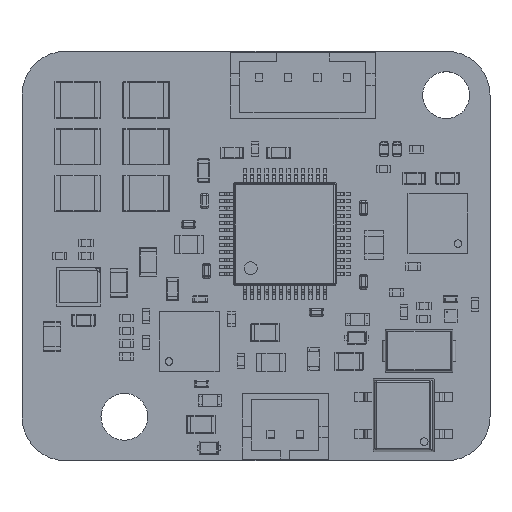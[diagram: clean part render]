
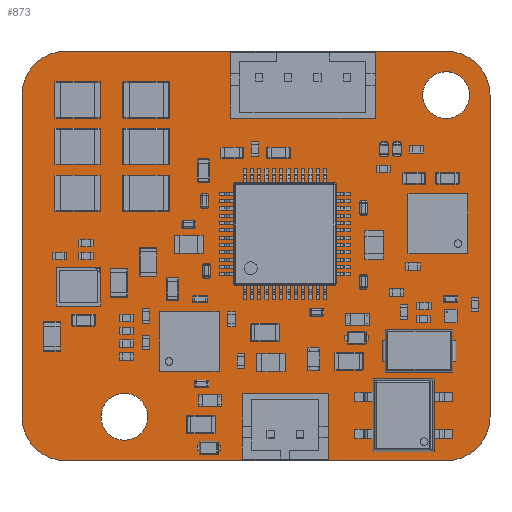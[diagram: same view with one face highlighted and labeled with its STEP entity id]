
A CAD part, top view. The second image highlights one B-rep face of the part: STEP entity #873.
In plain terms, the highlighted planar face has unit normal (0, 0, 1).
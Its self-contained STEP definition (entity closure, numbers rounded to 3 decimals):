
#320 = VERTEX_POINT('',#321);
#321 = CARTESIAN_POINT('',(0.,3.,1.566));
#327 = EDGE_CURVE('',#320,#328,#330,.T.);
#328 = VERTEX_POINT('',#329);
#329 = CARTESIAN_POINT('',(3.,0.,1.566));
#330 = CIRCLE('',#331,3.001);
#331 = AXIS2_PLACEMENT_3D('',#332,#333,#334);
#332 = CARTESIAN_POINT('',(3.001,3.001,1.566));
#333 = DIRECTION('',(0.,0.,1.));
#334 = DIRECTION('',(-1.,0.,0.));
#360 = EDGE_CURVE('',#328,#361,#363,.T.);
#361 = VERTEX_POINT('',#362);
#362 = CARTESIAN_POINT('',(29.,0.,1.566));
#363 = LINE('',#364,#365);
#364 = CARTESIAN_POINT('',(3.,0.,1.566));
#365 = VECTOR('',#366,1.);
#366 = DIRECTION('',(1.,0.,0.));
#391 = EDGE_CURVE('',#361,#392,#394,.T.);
#392 = VERTEX_POINT('',#393);
#393 = CARTESIAN_POINT('',(32.,3.,1.566));
#394 = CIRCLE('',#395,3.001);
#395 = AXIS2_PLACEMENT_3D('',#396,#397,#398);
#396 = CARTESIAN_POINT('',(28.999,3.001,1.566));
#397 = DIRECTION('',(0.,0.,1.));
#398 = DIRECTION('',(0.,-1.,0.));
#424 = EDGE_CURVE('',#392,#425,#427,.T.);
#425 = VERTEX_POINT('',#426);
#426 = CARTESIAN_POINT('',(32.,25.,1.566));
#427 = LINE('',#428,#429);
#428 = CARTESIAN_POINT('',(32.,3.,1.566));
#429 = VECTOR('',#430,1.);
#430 = DIRECTION('',(0.,1.,0.));
#455 = EDGE_CURVE('',#425,#456,#458,.T.);
#456 = VERTEX_POINT('',#457);
#457 = CARTESIAN_POINT('',(29.,28.,1.566));
#458 = CIRCLE('',#459,3.001);
#459 = AXIS2_PLACEMENT_3D('',#460,#461,#462);
#460 = CARTESIAN_POINT('',(28.999,24.999,1.566));
#461 = DIRECTION('',(0.,0.,1.));
#462 = DIRECTION('',(1.,0.,0.));
#488 = EDGE_CURVE('',#456,#489,#491,.T.);
#489 = VERTEX_POINT('',#490);
#490 = CARTESIAN_POINT('',(3.,28.,1.566));
#491 = LINE('',#492,#493);
#492 = CARTESIAN_POINT('',(29.,28.,1.566));
#493 = VECTOR('',#494,1.);
#494 = DIRECTION('',(-1.,0.,0.));
#519 = EDGE_CURVE('',#489,#520,#522,.T.);
#520 = VERTEX_POINT('',#521);
#521 = CARTESIAN_POINT('',(0.,25.,1.566));
#522 = CIRCLE('',#523,3.001);
#523 = AXIS2_PLACEMENT_3D('',#524,#525,#526);
#524 = CARTESIAN_POINT('',(3.001,24.999,1.566));
#525 = DIRECTION('',(0.,0.,1.));
#526 = DIRECTION('',(0.,1.,0.));
#552 = EDGE_CURVE('',#520,#320,#553,.T.);
#553 = LINE('',#554,#555);
#554 = CARTESIAN_POINT('',(0.,25.,1.566));
#555 = VECTOR('',#556,1.);
#556 = DIRECTION('',(0.,-1.,0.));
#576 = VERTEX_POINT('',#577);
#577 = CARTESIAN_POINT('',(8.6,3.,1.566));
#583 = EDGE_CURVE('',#576,#576,#584,.T.);
#584 = CIRCLE('',#585,1.6);
#585 = AXIS2_PLACEMENT_3D('',#586,#587,#588);
#586 = CARTESIAN_POINT('',(7.,3.,1.566));
#587 = DIRECTION('',(0.,0.,1.));
#588 = DIRECTION('',(1.,0.,0.));
#609 = VERTEX_POINT('',#610);
#610 = CARTESIAN_POINT('',(17.35,1.8,1.566));
#616 = EDGE_CURVE('',#609,#609,#617,.T.);
#617 = CIRCLE('',#618,0.35);
#618 = AXIS2_PLACEMENT_3D('',#619,#620,#621);
#619 = CARTESIAN_POINT('',(17.,1.8,1.566));
#620 = DIRECTION('',(0.,0.,1.));
#621 = DIRECTION('',(1.,0.,0.));
#642 = VERTEX_POINT('',#643);
#643 = CARTESIAN_POINT('',(16.55,26.2,1.566));
#649 = EDGE_CURVE('',#642,#642,#650,.T.);
#650 = CIRCLE('',#651,0.35);
#651 = AXIS2_PLACEMENT_3D('',#652,#653,#654);
#652 = CARTESIAN_POINT('',(16.2,26.2,1.566));
#653 = DIRECTION('',(0.,0.,1.));
#654 = DIRECTION('',(1.,0.,0.));
#675 = VERTEX_POINT('',#676);
#676 = CARTESIAN_POINT('',(18.55,26.2,1.566));
#682 = EDGE_CURVE('',#675,#675,#683,.T.);
#683 = CIRCLE('',#684,0.35);
#684 = AXIS2_PLACEMENT_3D('',#685,#686,#687);
#685 = CARTESIAN_POINT('',(18.2,26.2,1.566));
#686 = DIRECTION('',(0.,0.,1.));
#687 = DIRECTION('',(1.,0.,0.));
#708 = VERTEX_POINT('',#709);
#709 = CARTESIAN_POINT('',(19.35,1.8,1.566));
#715 = EDGE_CURVE('',#708,#708,#716,.T.);
#716 = CIRCLE('',#717,0.35);
#717 = AXIS2_PLACEMENT_3D('',#718,#719,#720);
#718 = CARTESIAN_POINT('',(19.,1.8,1.566));
#719 = DIRECTION('',(0.,0.,1.));
#720 = DIRECTION('',(1.,0.,0.));
#741 = VERTEX_POINT('',#742);
#742 = CARTESIAN_POINT('',(30.6,25.,1.566));
#748 = EDGE_CURVE('',#741,#741,#749,.T.);
#749 = CIRCLE('',#750,1.6);
#750 = AXIS2_PLACEMENT_3D('',#751,#752,#753);
#751 = CARTESIAN_POINT('',(29.,25.,1.566));
#752 = DIRECTION('',(0.,0.,1.));
#753 = DIRECTION('',(1.,0.,0.));
#774 = VERTEX_POINT('',#775);
#775 = CARTESIAN_POINT('',(20.55,26.2,1.566));
#781 = EDGE_CURVE('',#774,#774,#782,.T.);
#782 = CIRCLE('',#783,0.35);
#783 = AXIS2_PLACEMENT_3D('',#784,#785,#786);
#784 = CARTESIAN_POINT('',(20.2,26.2,1.566));
#785 = DIRECTION('',(0.,0.,1.));
#786 = DIRECTION('',(1.,0.,0.));
#807 = VERTEX_POINT('',#808);
#808 = CARTESIAN_POINT('',(22.55,26.2,1.566));
#814 = EDGE_CURVE('',#807,#807,#815,.T.);
#815 = CIRCLE('',#816,0.35);
#816 = AXIS2_PLACEMENT_3D('',#817,#818,#819);
#817 = CARTESIAN_POINT('',(22.2,26.2,1.566));
#818 = DIRECTION('',(0.,0.,1.));
#819 = DIRECTION('',(1.,0.,0.));
#873 = ADVANCED_FACE('',(#874,#884,#887,#890,#893,#896,#899,#902,#905),
  #908,.F.);
#874 = FACE_BOUND('',#875,.T.);
#875 = EDGE_LOOP('',(#876,#877,#878,#879,#880,#881,#882,#883));
#876 = ORIENTED_EDGE('',*,*,#327,.T.);
#877 = ORIENTED_EDGE('',*,*,#360,.T.);
#878 = ORIENTED_EDGE('',*,*,#391,.T.);
#879 = ORIENTED_EDGE('',*,*,#424,.T.);
#880 = ORIENTED_EDGE('',*,*,#455,.T.);
#881 = ORIENTED_EDGE('',*,*,#488,.T.);
#882 = ORIENTED_EDGE('',*,*,#519,.T.);
#883 = ORIENTED_EDGE('',*,*,#552,.T.);
#884 = FACE_BOUND('',#885,.F.);
#885 = EDGE_LOOP('',(#886));
#886 = ORIENTED_EDGE('',*,*,#583,.T.);
#887 = FACE_BOUND('',#888,.F.);
#888 = EDGE_LOOP('',(#889));
#889 = ORIENTED_EDGE('',*,*,#616,.T.);
#890 = FACE_BOUND('',#891,.F.);
#891 = EDGE_LOOP('',(#892));
#892 = ORIENTED_EDGE('',*,*,#649,.T.);
#893 = FACE_BOUND('',#894,.F.);
#894 = EDGE_LOOP('',(#895));
#895 = ORIENTED_EDGE('',*,*,#682,.T.);
#896 = FACE_BOUND('',#897,.F.);
#897 = EDGE_LOOP('',(#898));
#898 = ORIENTED_EDGE('',*,*,#715,.T.);
#899 = FACE_BOUND('',#900,.F.);
#900 = EDGE_LOOP('',(#901));
#901 = ORIENTED_EDGE('',*,*,#748,.T.);
#902 = FACE_BOUND('',#903,.F.);
#903 = EDGE_LOOP('',(#904));
#904 = ORIENTED_EDGE('',*,*,#781,.T.);
#905 = FACE_BOUND('',#906,.F.);
#906 = EDGE_LOOP('',(#907));
#907 = ORIENTED_EDGE('',*,*,#814,.T.);
#908 = PLANE('',#909);
#909 = AXIS2_PLACEMENT_3D('',#910,#911,#912);
#910 = CARTESIAN_POINT('',(0.,3.,1.566));
#911 = DIRECTION('',(0.,0.,-1.));
#912 = DIRECTION('',(-1.,0.,0.));
